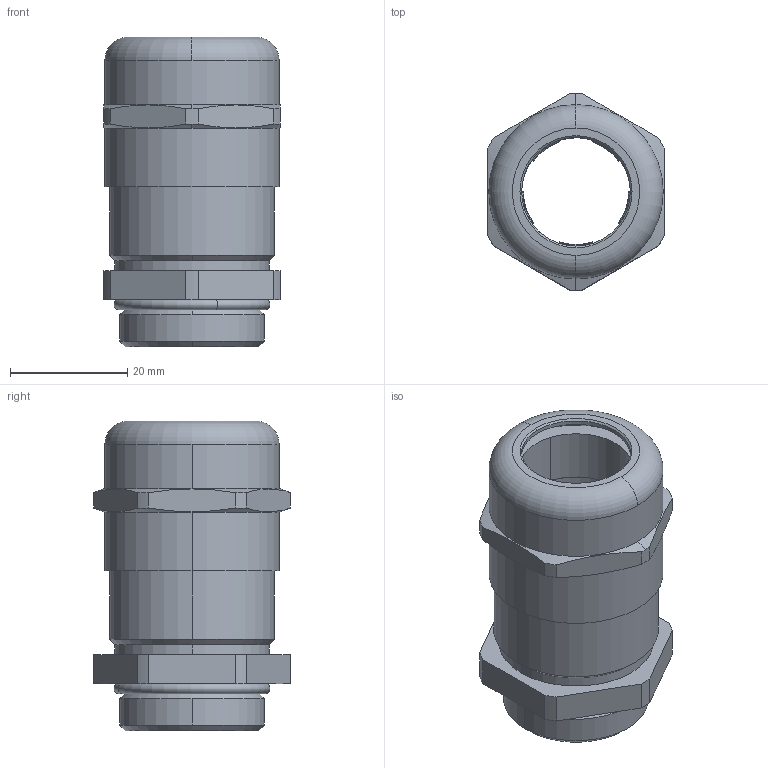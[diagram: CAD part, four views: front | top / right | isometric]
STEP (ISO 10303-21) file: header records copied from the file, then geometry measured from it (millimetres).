
FILE_DESCRIPTION(('Creo Elements/Direct Modeling STEP Export'),'2;1');
FILE_NAME('223mij85u355k1d1036','2023-12-06T10:22:32',(''),(''),'Creo Elements/Direct Modeling STEP processor for AP214 (Solid Model)','Creo Elements/Direct Modeling 20.5B 27-May-2023 (C) Parametric Technology GmbH','');
FILE_SCHEMA(('AUTOMOTIVE_DESIGN { 1 0 10303 214 1 1 1 1 }'));
Length unit declared in the file: millimetre
Products named in the file (6): D9021709.1; D1321070; D9222200; D1221070indC; D1225470indB; AS_M25E
Assembly tree (6 placements, depth 2):
  AS_M25E
    D9021709.1  x2
    D1225470indB
    D1221070indC
    D9222200
    D1321070
Bounding box: 30 x 33.5 x 52.77 mm (x, y, z)
Volume: 17092.8 mm3; surface area: 16038.2 mm2
Topology: 6 solids, 6 shells, 184 faces, 513 edges, 343 vertices
Faces by surface type: plane 71, cylinder 55, cone 43, torus 15
Entity records: 6450 total; most frequent: CARTESIAN_POINT 1698, ORIENTED_EDGE 994, DIRECTION 908, EDGE_CURVE 497, AXIS2_PLACEMENT_3D 337, VERTEX_POINT 333, VECTOR 234, LINE 234
